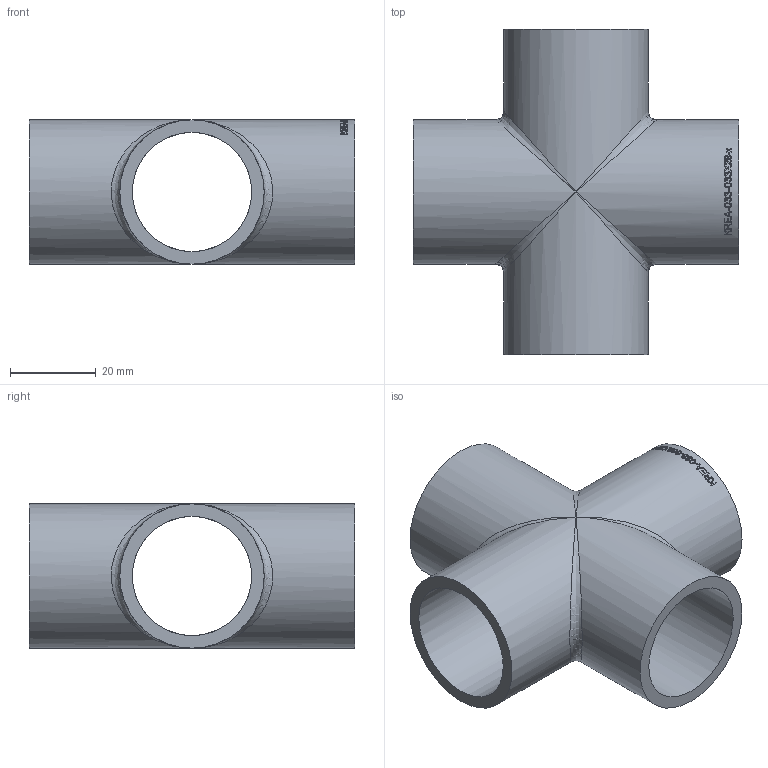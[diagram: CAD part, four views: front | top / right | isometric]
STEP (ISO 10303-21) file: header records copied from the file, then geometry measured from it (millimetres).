
FILE_DESCRIPTION (( 'STEP AP214' ), '1' );
FILE_NAME ('KREA-033-033X29-x Kreuz-Stück 2005.STEP', '2020-05-12T07:18:46', ( '' ), ( '' ), 'SwSTEP 2.0', 'SolidWorks 2019', '' );
FILE_SCHEMA (( 'AUTOMOTIVE_DESIGN' ));
Length unit declared in the file: millimetre
Products named in the file (1): KREA-033-033X29-x Kreuz-Stück 2005
Bounding box: 76 x 76 x 33.7 mm (x, y, z)
Volume: 31329.7 mm3; surface area: 22700.3 mm2
Topology: 1 solids, 1 shells, 256 faces, 693 edges, 442 vertices
Faces by surface type: bspline 166, plane 60, cylinder 30
Full cylindrical faces by diameter (mm): 27.9 x4, 33.7 x4
Entity records: 22122 total; most frequent: CARTESIAN_POINT 14704, ORIENTED_EDGE 1332, EDGE_CURVE 666, B_SPLINE_CURVE_WITH_KNOTS 494, VERTEX_POINT 440, DIRECTION 420, EDGE_LOOP 290, FACE_OUTER_BOUND 264
